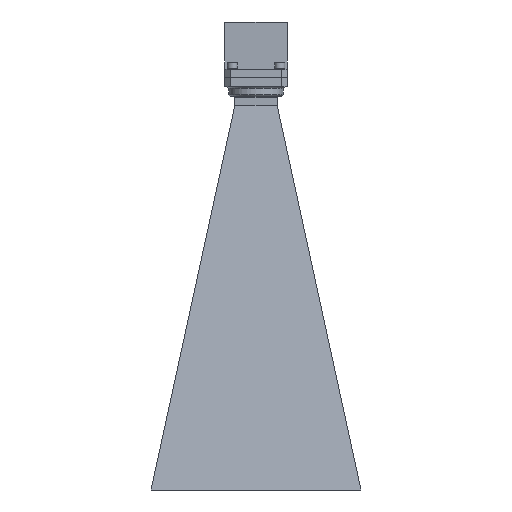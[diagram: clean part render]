
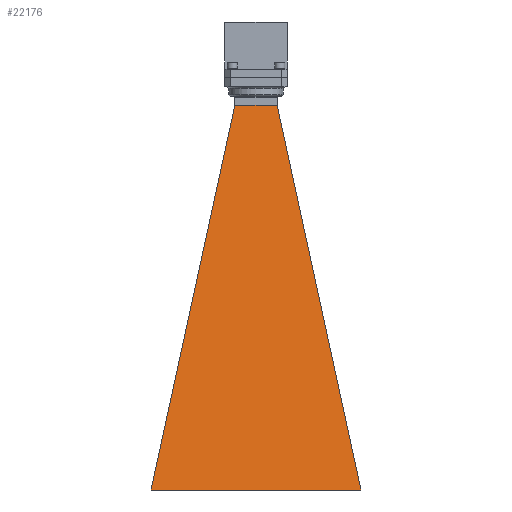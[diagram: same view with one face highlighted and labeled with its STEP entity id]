
A CAD part, front view. The second image highlights one B-rep face of the part: STEP entity #22176.
In plain terms, the highlighted planar face has unit normal (0, -0.987, 0.162).
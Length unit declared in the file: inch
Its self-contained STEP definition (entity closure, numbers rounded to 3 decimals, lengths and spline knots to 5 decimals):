
#29 = VERTEX_POINT ( 'NONE', #8075 ) ;
#159 = VERTEX_POINT ( 'NONE', #17178 ) ;
#1271 = EDGE_CURVE ( 'NONE', #29, #159, #26082, .T. ) ;
#1371 = EDGE_CURVE ( 'NONE', #24016, #30547, #19727, .T. ) ;
#2169 = CARTESIAN_POINT ( 'NONE',  ( -0.572, -0.317, -0.75 ) ) ;
#2196 = DIRECTION ( 'NONE',  ( 1., 0., 0. ) ) ;
#5304 = VECTOR ( 'NONE', #2196, 39.37008 ) ;
#8075 = CARTESIAN_POINT ( 'NONE',  ( 2.8375, -2.02, -11.15 ) ) ;
#8431 = CARTESIAN_POINT ( 'NONE',  ( 0.572, -0.317, -0.75 ) ) ;
#10574 = EDGE_CURVE ( 'NONE', #159, #30547, #21987, .T. ) ;
#10785 = CARTESIAN_POINT ( 'NONE',  ( -2.8375, -2.02, -11.15 ) ) ;
#11481 = DIRECTION ( 'NONE',  ( -0.21, 0.158, 0.965 ) ) ;
#15226 = EDGE_CURVE ( 'NONE', #24016, #29, #18803, .T. ) ;
#17130 = CARTESIAN_POINT ( 'NONE',  ( -2.8375, -2.02, -11.15 ) ) ;
#17178 = CARTESIAN_POINT ( 'NONE',  ( 0.572, -0.317, -0.75 ) ) ;
#17181 = VECTOR ( 'NONE', #11481, 39.37008 ) ;
#17276 = EDGE_LOOP ( 'NONE', ( #29290, #20005, #29792, #22245 ) ) ;
#18001 = DIRECTION ( 'NONE',  ( 0., -0.162, -0.987 ) ) ;
#18803 = LINE ( 'NONE', #10785, #5304 ) ;
#19727 = LINE ( 'NONE', #17130, #26528 ) ;
#20005 = ORIENTED_EDGE ( 'NONE', *, *, #10574, .T. ) ;
#20442 = DIRECTION ( 'NONE',  ( 0.21, 0.158, 0.965 ) ) ;
#21952 = CARTESIAN_POINT ( 'NONE',  ( -0.572, -0.317, -0.75 ) ) ;
#21987 = B_SPLINE_CURVE_WITH_KNOTS ( 'NONE', 3,
 ( #8431, #32874, #24660, #21952 ),
 .UNSPECIFIED., .F., .F.,
 ( 4, 4 ),
 ( 0., 1. ),
 .UNSPECIFIED. ) ;
#22176 = ADVANCED_FACE ( 'NONE', ( #25715 ), #26166, .T. ) ;
#22245 = ORIENTED_EDGE ( 'NONE', *, *, #15226, .T. ) ;
#24016 = VERTEX_POINT ( 'NONE', #27840 ) ;
#24660 = CARTESIAN_POINT ( 'NONE',  ( -0.19067, -0.317, -0.75 ) ) ;
#24727 = CARTESIAN_POINT ( 'NONE',  ( 2.8375, -2.02, -11.15 ) ) ;
#25711 = DIRECTION ( 'NONE',  ( 0., -0.987, 0.162 ) ) ;
#25715 = FACE_OUTER_BOUND ( 'NONE', #17276, .T. ) ;
#26082 = LINE ( 'NONE', #24727, #17181 ) ;
#26166 = PLANE ( 'NONE',  #34152 ) ;
#26528 = VECTOR ( 'NONE', #20442, 39.37008 ) ;
#27840 = CARTESIAN_POINT ( 'NONE',  ( -2.8375, -2.02, -11.15 ) ) ;
#28305 = CARTESIAN_POINT ( 'NONE',  ( 0., -0.18912, 0.03097 ) ) ;
#29290 = ORIENTED_EDGE ( 'NONE', *, *, #1271, .T. ) ;
#29792 = ORIENTED_EDGE ( 'NONE', *, *, #1371, .F. ) ;
#30547 = VERTEX_POINT ( 'NONE', #2169 ) ;
#32874 = CARTESIAN_POINT ( 'NONE',  ( 0.19067, -0.317, -0.75 ) ) ;
#34152 = AXIS2_PLACEMENT_3D ( 'NONE', #28305, #25711, #18001 ) ;
